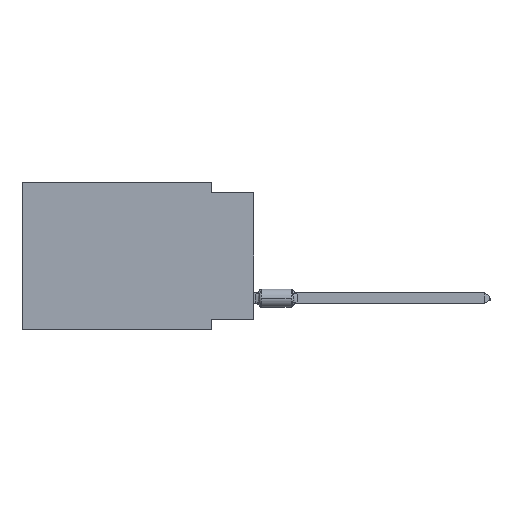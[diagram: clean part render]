
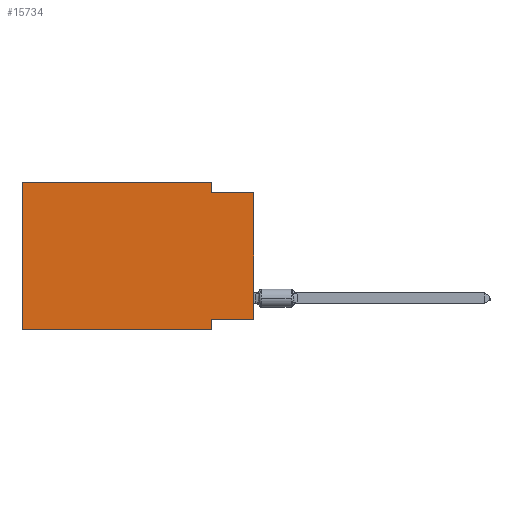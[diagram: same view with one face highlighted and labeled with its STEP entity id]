
A CAD part, left-side view. The second image highlights one B-rep face of the part: STEP entity #15734.
In plain terms, the highlighted planar face has unit normal (-1, 0, 0).
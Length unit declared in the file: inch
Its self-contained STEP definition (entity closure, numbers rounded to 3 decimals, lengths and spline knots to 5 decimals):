
#223 = CARTESIAN_POINT ( 'NONE',  ( 0., 0.1, -0.35 ) ) ;
#694 = LINE ( 'NONE', #3122, #4667 ) ;
#788 = DIRECTION ( 'NONE',  ( 0., -1., 0. ) ) ;
#1303 = ORIENTED_EDGE ( 'NONE', *, *, #9086, .F. ) ;
#1406 = VERTEX_POINT ( 'NONE', #2661 ) ;
#1441 = VECTOR ( 'NONE', #17483, 39.37008 ) ;
#1666 = VERTEX_POINT ( 'NONE', #223 ) ;
#1779 = ORIENTED_EDGE ( 'NONE', *, *, #3986, .F. ) ;
#2115 = LINE ( 'NONE', #11030, #17507 ) ;
#2124 = LINE ( 'NONE', #11284, #5145 ) ;
#2434 = VECTOR ( 'NONE', #14179, 39.37008 ) ;
#2661 = CARTESIAN_POINT ( 'NONE',  ( 0., 0., -0.325 ) ) ;
#3122 = CARTESIAN_POINT ( 'NONE',  ( 0., 0.1, 0. ) ) ;
#3511 = VERTEX_POINT ( 'NONE', #12891 ) ;
#3525 = PLANE ( 'NONE',  #5601 ) ;
#3986 = EDGE_CURVE ( 'NONE', #10291, #3511, #14370, .T. ) ;
#4041 = CARTESIAN_POINT ( 'NONE',  ( 0., 0.55, -0.35 ) ) ;
#4667 = VECTOR ( 'NONE', #9123, 39.37008 ) ;
#4674 = CARTESIAN_POINT ( 'NONE',  ( 0., 0., -0.025 ) ) ;
#4697 = EDGE_CURVE ( 'NONE', #14512, #1666, #6134, .T. ) ;
#4698 = CARTESIAN_POINT ( 'NONE',  ( 0., 0.1, -0.35 ) ) ;
#5036 = DIRECTION ( 'NONE',  ( 0., 0., -1. ) ) ;
#5145 = VECTOR ( 'NONE', #788, 39.37008 ) ;
#5424 = LINE ( 'NONE', #4041, #1441 ) ;
#5601 = AXIS2_PLACEMENT_3D ( 'NONE', #11019, #14009, #5036 ) ;
#5655 = VECTOR ( 'NONE', #13674, 39.37008 ) ;
#5699 = VECTOR ( 'NONE', #17138, 39.37008 ) ;
#6045 = EDGE_CURVE ( 'NONE', #3511, #12799, #694, .T. ) ;
#6134 = LINE ( 'NONE', #4698, #5655 ) ;
#6500 = ORIENTED_EDGE ( 'NONE', *, *, #6045, .F. ) ;
#6814 = VERTEX_POINT ( 'NONE', #15519 ) ;
#6820 = ORIENTED_EDGE ( 'NONE', *, *, #11662, .T. ) ;
#7431 = DIRECTION ( 'NONE',  ( 0., 1., 0. ) ) ;
#7774 = CARTESIAN_POINT ( 'NONE',  ( 0., 0.55, 0. ) ) ;
#8700 = LINE ( 'NONE', #10381, #15213 ) ;
#9086 = EDGE_CURVE ( 'NONE', #6814, #10291, #13216, .T. ) ;
#9123 = DIRECTION ( 'NONE',  ( 0., 0., -1. ) ) ;
#10233 = VERTEX_POINT ( 'NONE', #4674 ) ;
#10291 = VERTEX_POINT ( 'NONE', #7774 ) ;
#10381 = CARTESIAN_POINT ( 'NONE',  ( 0., 0., -0.325 ) ) ;
#10649 = CARTESIAN_POINT ( 'NONE',  ( 0., 0.1, -0.025 ) ) ;
#11019 = CARTESIAN_POINT ( 'NONE',  ( 0., 0.55, 0. ) ) ;
#11030 = CARTESIAN_POINT ( 'NONE',  ( 0., 0., 0. ) ) ;
#11094 = DIRECTION ( 'NONE',  ( 0., 0., 1. ) ) ;
#11284 = CARTESIAN_POINT ( 'NONE',  ( 0., 0., -0.025 ) ) ;
#11662 = EDGE_CURVE ( 'NONE', #1406, #10233, #2115, .T. ) ;
#12680 = CARTESIAN_POINT ( 'NONE',  ( 0., 0.55, 0. ) ) ;
#12732 = ORIENTED_EDGE ( 'NONE', *, *, #17562, .T. ) ;
#12799 = VERTEX_POINT ( 'NONE', #10649 ) ;
#12891 = CARTESIAN_POINT ( 'NONE',  ( 0., 0.1, 0. ) ) ;
#13216 = LINE ( 'NONE', #15647, #5699 ) ;
#13674 = DIRECTION ( 'NONE',  ( 0., 0., -1. ) ) ;
#13990 = CARTESIAN_POINT ( 'NONE',  ( 0., 0.1, -0.325 ) ) ;
#14009 = DIRECTION ( 'NONE',  ( 1., 0., 0. ) ) ;
#14179 = DIRECTION ( 'NONE',  ( 0., -1., 0. ) ) ;
#14370 = LINE ( 'NONE', #12680, #2434 ) ;
#14396 = ORIENTED_EDGE ( 'NONE', *, *, #4697, .F. ) ;
#14512 = VERTEX_POINT ( 'NONE', #13990 ) ;
#14723 = ORIENTED_EDGE ( 'NONE', *, *, #18364, .F. ) ;
#15213 = VECTOR ( 'NONE', #7431, 39.37008 ) ;
#15519 = CARTESIAN_POINT ( 'NONE',  ( 0., 0.55, -0.35 ) ) ;
#15647 = CARTESIAN_POINT ( 'NONE',  ( 0., 0.55, 0. ) ) ;
#15734 = ADVANCED_FACE ( 'NONE', ( #19270 ), #3525, .F. ) ;
#16208 = EDGE_LOOP ( 'NONE', ( #6820, #19222, #6500, #1779, #1303, #12732, #14396, #14723 ) ) ;
#17138 = DIRECTION ( 'NONE',  ( 0., 0., 1. ) ) ;
#17483 = DIRECTION ( 'NONE',  ( 0., -1., 0. ) ) ;
#17507 = VECTOR ( 'NONE', #11094, 39.37008 ) ;
#17562 = EDGE_CURVE ( 'NONE', #6814, #1666, #5424, .T. ) ;
#18364 = EDGE_CURVE ( 'NONE', #1406, #14512, #8700, .T. ) ;
#18688 = EDGE_CURVE ( 'NONE', #12799, #10233, #2124, .T. ) ;
#19222 = ORIENTED_EDGE ( 'NONE', *, *, #18688, .F. ) ;
#19270 = FACE_OUTER_BOUND ( 'NONE', #16208, .T. ) ;
